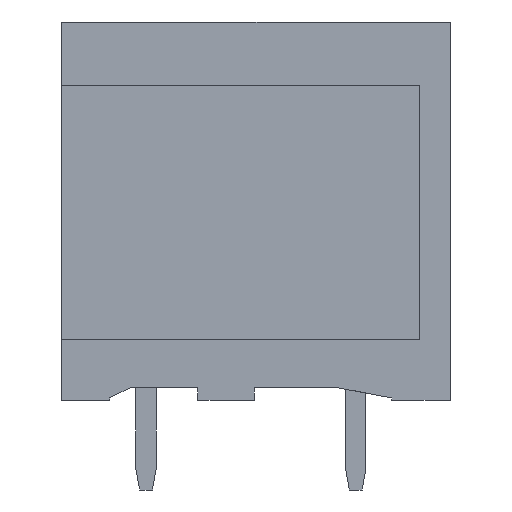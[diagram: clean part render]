
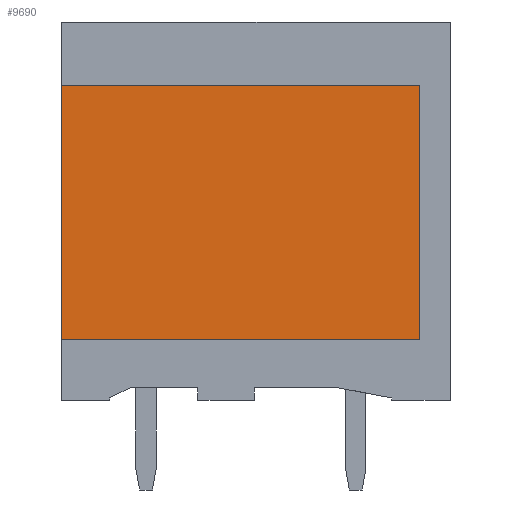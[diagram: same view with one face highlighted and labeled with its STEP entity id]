
A CAD part, left-side view. The second image highlights one B-rep face of the part: STEP entity #9690.
In plain terms, the highlighted planar face has unit normal (-1, 0, 0).
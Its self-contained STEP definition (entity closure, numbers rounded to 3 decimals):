
#9670=AXIS2_PLACEMENT_3D('Plane Axis2P3D',#9667,#9668,#9669) ;
#3017=CARTESIAN_POINT('Vertex',(1.1,15.2,5.9)) ;
#3020=CARTESIAN_POINT('Line Origine',(1.1,15.2,10.85)) ;
#3024=CARTESIAN_POINT('Vertex',(1.1,15.2,15.8)) ;
#9651=CARTESIAN_POINT('Vertex',(1.1,1.2,5.9)) ;
#9654=CARTESIAN_POINT('Line Origine',(1.1,8.2,5.9)) ;
#9667=CARTESIAN_POINT('Axis2P3D Location',(1.1,0.,5.9)) ;
#9672=CARTESIAN_POINT('Line Origine',(1.1,1.2,10.85)) ;
#9676=CARTESIAN_POINT('Vertex',(1.1,1.2,15.8)) ;
#9679=CARTESIAN_POINT('Line Origine',(1.1,8.2,15.8)) ;
#3021=DIRECTION('Vector Direction',(0.,0.,1.)) ;
#9655=DIRECTION('Vector Direction',(0.,1.,0.)) ;
#9668=DIRECTION('Axis2P3D Direction',(-1.,0.,0.)) ;
#9669=DIRECTION('Axis2P3D XDirection',(0.,0.,1.)) ;
#9673=DIRECTION('Vector Direction',(0.,0.,1.)) ;
#9680=DIRECTION('Vector Direction',(0.,1.,0.)) ;
#3022=VECTOR('Line Direction',#3021,1.) ;
#9656=VECTOR('Line Direction',#9655,1.) ;
#9674=VECTOR('Line Direction',#9673,1.) ;
#9681=VECTOR('Line Direction',#9680,1.) ;
#9685=ORIENTED_EDGE('',*,*,#9658,.F.) ;
#9686=ORIENTED_EDGE('',*,*,#9678,.T.) ;
#9687=ORIENTED_EDGE('',*,*,#9683,.T.) ;
#9688=ORIENTED_EDGE('',*,*,#3026,.F.) ;
#9690=ADVANCED_FACE('HOUSING',(#9689),#9671,.T.) ;
#3026=EDGE_CURVE('',#3018,#3025,#3023,.T.) ;
#9658=EDGE_CURVE('',#9652,#3018,#9657,.T.) ;
#9678=EDGE_CURVE('',#9652,#9677,#9675,.T.) ;
#9683=EDGE_CURVE('',#9677,#3025,#9682,.T.) ;
#9684=EDGE_LOOP('',(#9685,#9686,#9687,#9688)) ;
#9689=FACE_OUTER_BOUND('',#9684,.T.) ;
#3023=LINE('Line',#3020,#3022) ;
#9657=LINE('Line',#9654,#9656) ;
#9675=LINE('Line',#9672,#9674) ;
#9682=LINE('Line',#9679,#9681) ;
#9671=PLANE('',#9670) ;
#3018=VERTEX_POINT('',#3017) ;
#3025=VERTEX_POINT('',#3024) ;
#9652=VERTEX_POINT('',#9651) ;
#9677=VERTEX_POINT('',#9676) ;
